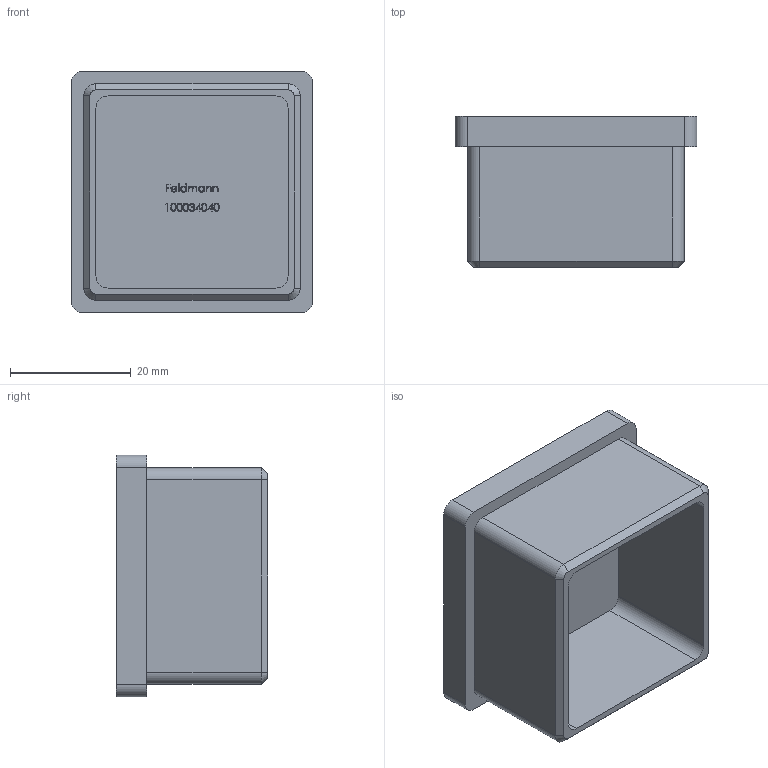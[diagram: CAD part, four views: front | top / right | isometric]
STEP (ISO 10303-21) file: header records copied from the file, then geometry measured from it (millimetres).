
FILE_DESCRIPTION (( 'STEP AP203' ), '1' );
FILE_NAME ('100034040.step', '2018-12-19T09:26:12', ( '' ), ( '' ), 'SwSTEP 2.0', 'SolidWorks 2015', '' );
FILE_SCHEMA (( 'CONFIG_CONTROL_DESIGN' ));
Length unit declared in the file: millimetre
Products named in the file (1): 100034040
Bounding box: 40 x 25 x 40 mm (x, y, z)
Volume: 13321.4 mm3; surface area: 9173.5 mm2
Topology: 1 solids, 1 shells, 259 faces, 676 edges, 448 vertices
Faces by surface type: plane 136, bspline 107, cylinder 12, cone 4
Entity records: 14485 total; most frequent: CARTESIAN_POINT 8747, ORIENTED_EDGE 1352, DIRECTION 796, EDGE_CURVE 676, VERTEX_POINT 448, VECTOR 434, LINE 434, EDGE_LOOP 288
